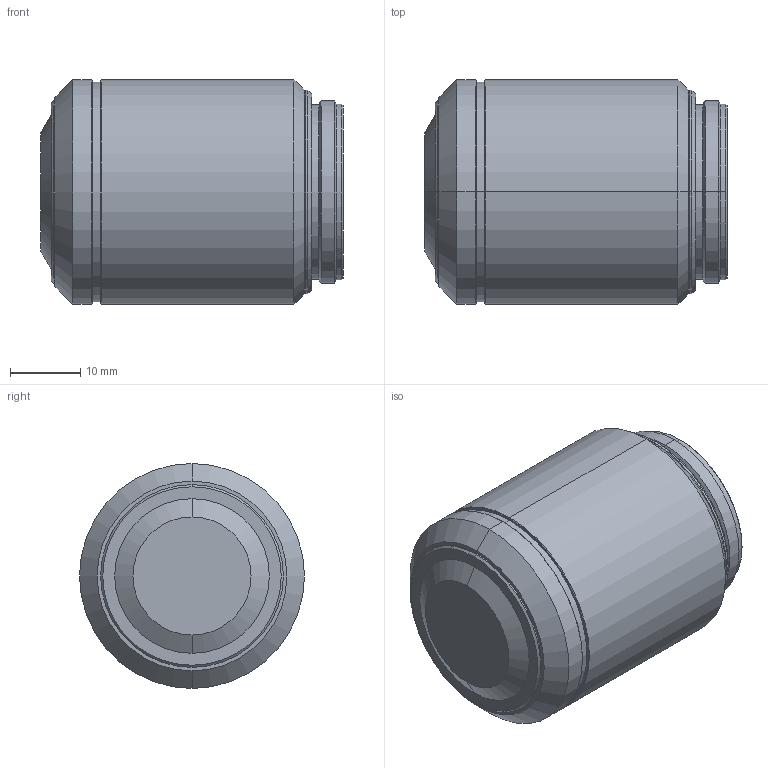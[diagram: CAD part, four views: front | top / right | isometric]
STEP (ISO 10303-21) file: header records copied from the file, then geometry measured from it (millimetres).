
FILE_DESCRIPTION (( 'STEP AP203' ), '1' );
FILE_NAME ('690084.step', '2025-04-14T08:40:43', ( 'MSI' ), ( '' ), 'SwSTEP 2.0', 'SolidWorks 2020', '' );
FILE_SCHEMA (( 'CONFIG_CONTROL_DESIGN' ));
Length unit declared in the file: millimetre
Products named in the file (3): 690084.stp; 690084; MPLN10XBD.stp
Assembly tree (2 placements, depth 3):
  690084
    690084.stp
      MPLN10XBD.stp
Bounding box: 43 x 32 x 32 mm (x, y, z)
Volume: 31736.7 mm3; surface area: 5546.1 mm2
Topology: 1 solids, 1 shells, 46 faces, 90 edges, 52 vertices
Faces by surface type: cone 22, cylinder 16, plane 8
Entity records: 1483 total; most frequent: DIRECTION 246, CARTESIAN_POINT 194, ORIENTED_EDGE 180, AXIS2_PLACEMENT_3D 104, EDGE_CURVE 90, EDGE_LOOP 52, CIRCLE 52, VERTEX_POINT 52
